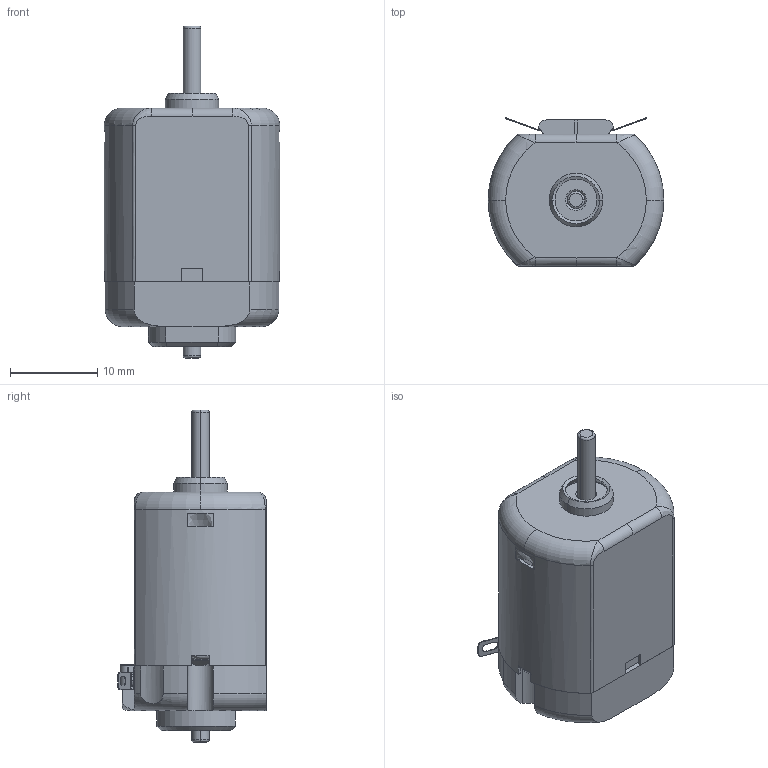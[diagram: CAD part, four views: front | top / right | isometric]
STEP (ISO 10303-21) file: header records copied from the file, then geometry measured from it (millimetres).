
FILE_DESCRIPTION (( 'STEP AP214' ), '1' );
FILE_NAME ('motor_assy.STEP', '2017-01-21T04:49:48', ( '' ), ( '' ), 'SwSTEP 2.0', 'SolidWorks 2014', '' );
FILE_SCHEMA (( 'AUTOMOTIVE_DESIGN' ));
Length unit declared in the file: millimetre
Products named in the file (7): brushholder; motor_assy; shaft; endbell; bush; brush; housing
Assembly tree (7 placements, depth 2):
  motor_assy
    housing
    endbell
    brushholder
    brush  x2
    bush
    shaft
Bounding box: 20.1 x 17.02 x 38 mm (x, y, z)
Volume: 1708.2 mm3; surface area: 4948.8 mm2
Topology: 7 solids, 7 shells, 420 faces, 1115 edges, 695 vertices
Faces by surface type: plane 161, cylinder 116, bspline 72, torus 37, cone 22, sphere 12
Entity records: 15060 total; most frequent: CARTESIAN_POINT 6036, ORIENTED_EDGE 1916, DIRECTION 1743, EDGE_CURVE 958, AXIS2_PLACEMENT_3D 636, VERTEX_POINT 604, LINE 471, VECTOR 471
